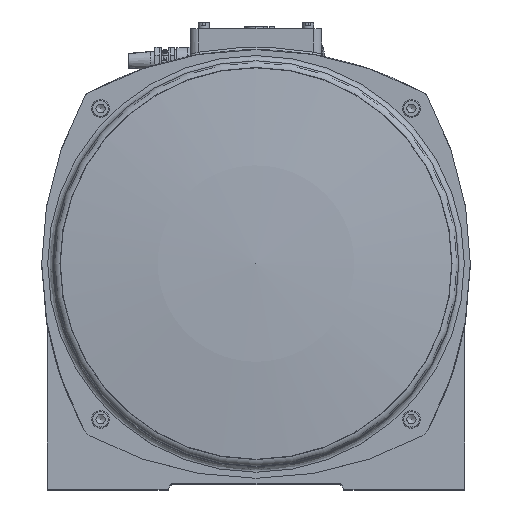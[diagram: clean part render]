
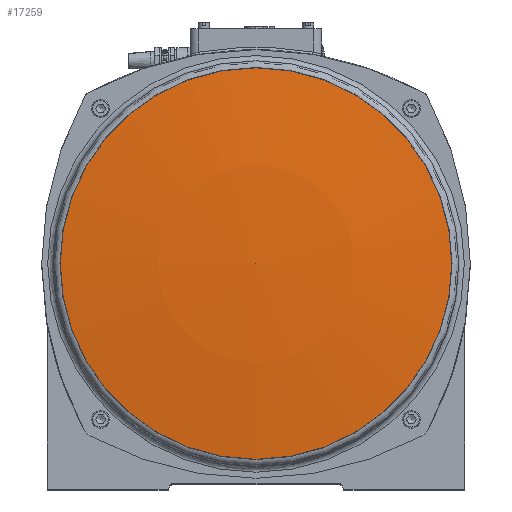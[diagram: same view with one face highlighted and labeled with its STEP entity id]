
A CAD part, top view. The second image highlights one B-rep face of the part: STEP entity #17259.
In plain terms, the highlighted spherical face has radius 1502 mm.
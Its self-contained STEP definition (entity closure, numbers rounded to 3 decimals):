
#17239=CARTESIAN_POINT('',(0.,-178.331,384.376));
#17240=VERTEX_POINT('',#17239);
#17241=CARTESIAN_POINT('',(0.,0.,384.376));
#17242=DIRECTION('',(0.0,0.0,-1.0));
#17243=DIRECTION('',(0.0,1.0,0.0));
#17244=AXIS2_PLACEMENT_3D('',#17241,#17242,#17243);
#17245=CIRCLE('',#17244,178.331);
#17246=EDGE_CURVE('',#17240,#17240,#17245,.T.);
#17251=CARTESIAN_POINT('',(0.,0.,-1107.0));
#17252=DIRECTION('',(0.0,0.0,1.0));
#17253=DIRECTION('',(1.0,0.0,0.0));
#17254=AXIS2_PLACEMENT_3D('',#17251,#17252,#17253);
#17255=SPHERICAL_SURFACE('',#17254,1502.);
#17256=ORIENTED_EDGE('',*,*,#17246,.F.);
#17257=EDGE_LOOP('',(#17256));
#17258=FACE_OUTER_BOUND('',#17257,.T.);
#17259=ADVANCED_FACE('',(#17258),#17255,.T.);
